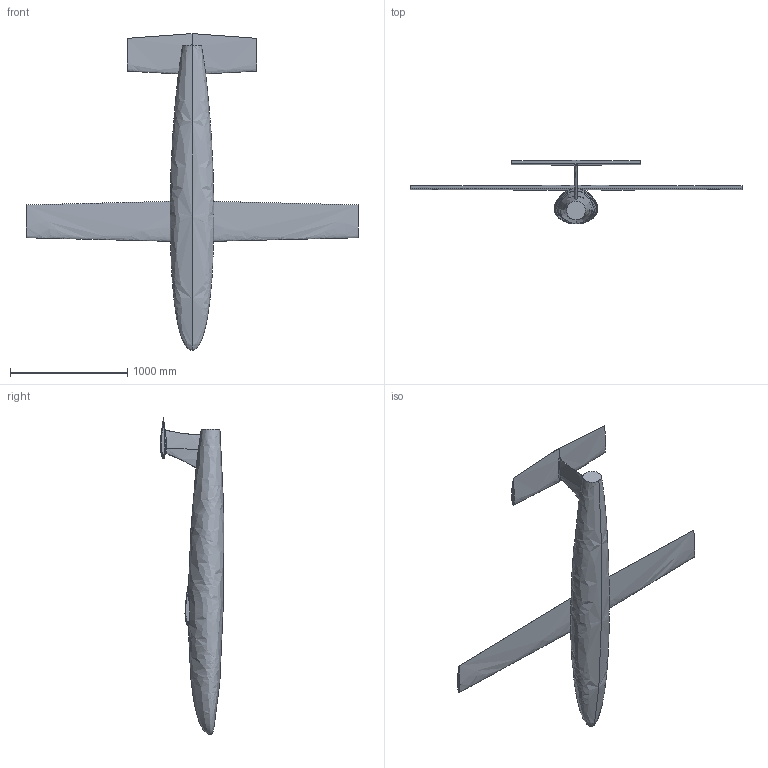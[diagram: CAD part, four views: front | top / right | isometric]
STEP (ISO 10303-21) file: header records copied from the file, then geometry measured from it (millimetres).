
FILE_DESCRIPTION (( 'STEP AP214' ), '1' );
FILE_NAME ('Orgo body.STEP', '2026-02-06T15:28:27', ( '' ), ( '' ), 'SwSTEP 2.0', 'SolidWorks 2025', '' );
FILE_SCHEMA (( 'AUTOMOTIVE_DESIGN' ));
Length unit declared in the file: millimetre
Products named in the file (1): Orgo body
Bounding box: 2830 x 539.17 x 2700.03 mm (x, y, z)
Volume: 173489066.7 mm3; surface area: 4892750.6 mm2
Topology: 1 solids, 1 shells, 19 faces, 49 edges, 30 vertices
Faces by surface type: bspline 10, plane 9
Entity records: 8872 total; most frequent: CARTESIAN_POINT 8493, ORIENTED_EDGE 94, EDGE_CURVE 47, DIRECTION 37, B_SPLINE_CURVE_WITH_KNOTS 32, VERTEX_POINT 30, ADVANCED_FACE 19, EDGE_LOOP 19
